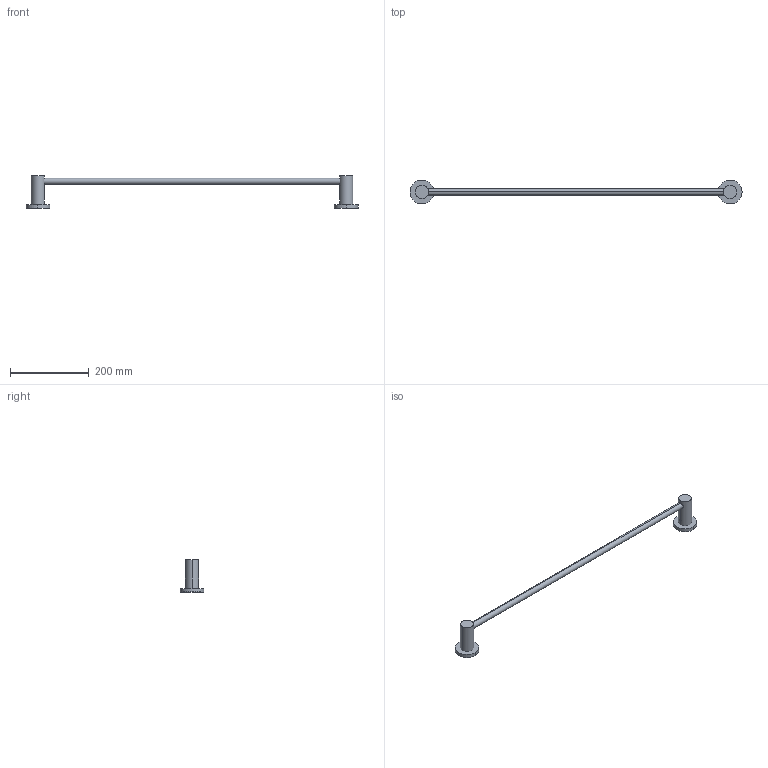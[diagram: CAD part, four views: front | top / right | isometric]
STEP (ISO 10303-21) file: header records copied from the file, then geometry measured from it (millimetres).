
FILE_DESCRIPTION((''),'2;1');
FILE_NAME('16-03_WEB','2010-07-26T',('pnmurthy'),(''),'PRO/ENGINEER BY PARAMETRIC TECHNOLOGY CORPORATION, 2009300','PRO/ENGINEER BY PARAMETRIC TECHNOLOGY CORPORATION, 2009300','');
FILE_SCHEMA(('CONFIG_CONTROL_DESIGN'));
Length unit declared in the file: inch
Products named in the file (1): 16-03_WEB
Bounding box: 842.96 x 60.33 x 82.97 mm (x, y, z)
Surface area: 71432.7 mm2 (no closed solid volume)
Topology: 0 solids, 7 shells, 24 faces, 68 edges, 46 vertices
Faces by surface type: cylinder 10, plane 6, cone 4, torus 4
Entity records: 978 total; most frequent: CARTESIAN_POINT 324, DIRECTION 138, ORIENTED_EDGE 106, EDGE_CURVE 68, AXIS2_PLACEMENT_3D 60, VERTEX_POINT 46, CIRCLE 36, EDGE_LOOP 24
